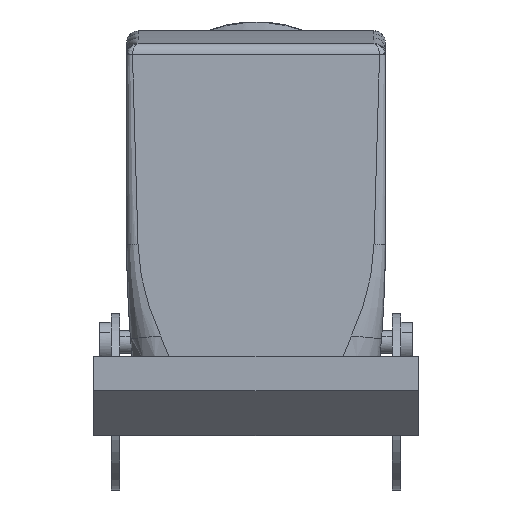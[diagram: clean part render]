
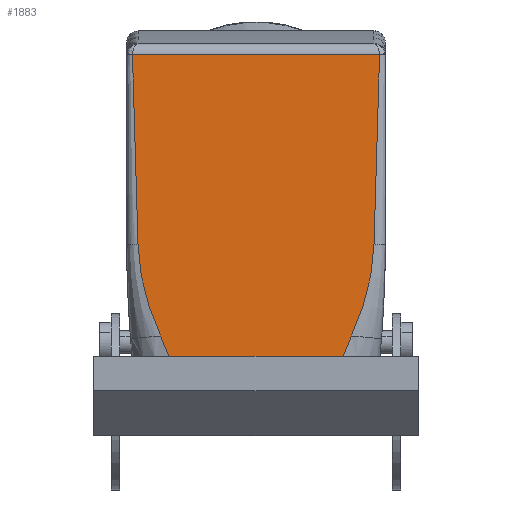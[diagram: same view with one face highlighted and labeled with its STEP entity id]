
A CAD part, front view. The second image highlights one B-rep face of the part: STEP entity #1883.
In plain terms, the highlighted planar face has unit normal (0, -1, 0.013).
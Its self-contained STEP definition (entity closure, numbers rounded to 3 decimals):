
#1768=AXIS2_PLACEMENT_3D('Plane Axis2P3D',#1765,#1766,#1767) ;
#430=CARTESIAN_POINT('Vertex',(14.727,18.,19.8)) ;
#499=CARTESIAN_POINT('Vertex',(42.273,18.,19.8)) ;
#502=CARTESIAN_POINT('Line Origine',(28.5,18.,19.8)) ;
#1067=CARTESIAN_POINT('Control Point',(11.732,18.095,27.086)) ;
#1068=CARTESIAN_POINT('Control Point',(12.038,18.086,26.36)) ;
#1069=CARTESIAN_POINT('Control Point',(12.346,18.076,25.634)) ;
#1070=CARTESIAN_POINT('Control Point',(12.654,18.067,24.906)) ;
#1071=CARTESIAN_POINT('Control Point',(13.263,18.048,23.449)) ;
#1072=CARTESIAN_POINT('Control Point',(13.859,18.029,21.991)) ;
#1073=CARTESIAN_POINT('Control Point',(14.151,18.019,21.262)) ;
#1074=CARTESIAN_POINT('Control Point',(14.44,18.01,20.531)) ;
#1075=CARTESIAN_POINT('Control Point',(14.727,18.,19.8)) ;
#1076=CARTESIAN_POINT('Vertex',(11.732,18.095,27.086)) ;
#1744=CARTESIAN_POINT('Vertex',(45.268,18.095,27.086)) ;
#1748=CARTESIAN_POINT('Control Point',(45.268,18.095,27.086)) ;
#1749=CARTESIAN_POINT('Control Point',(44.962,18.086,26.36)) ;
#1750=CARTESIAN_POINT('Control Point',(44.654,18.076,25.634)) ;
#1751=CARTESIAN_POINT('Control Point',(44.346,18.067,24.906)) ;
#1752=CARTESIAN_POINT('Control Point',(43.737,18.048,23.449)) ;
#1753=CARTESIAN_POINT('Control Point',(43.141,18.029,21.991)) ;
#1754=CARTESIAN_POINT('Control Point',(42.849,18.019,21.262)) ;
#1755=CARTESIAN_POINT('Control Point',(42.56,18.01,20.531)) ;
#1756=CARTESIAN_POINT('Control Point',(42.273,18.,19.8)) ;
#1765=CARTESIAN_POINT('Axis2P3D Location',(28.5,19.046,99.715)) ;
#1771=CARTESIAN_POINT('Control Point',(6.771,18.743,76.527)) ;
#1772=CARTESIAN_POINT('Control Point',(6.779,18.733,75.824)) ;
#1773=CARTESIAN_POINT('Control Point',(6.788,18.724,75.124)) ;
#1774=CARTESIAN_POINT('Control Point',(6.795,18.717,74.57)) ;
#1775=CARTESIAN_POINT('Control Point',(6.815,18.699,73.206)) ;
#1776=CARTESIAN_POINT('Control Point',(6.838,18.681,71.841)) ;
#1777=CARTESIAN_POINT('Control Point',(6.85,18.673,71.173)) ;
#1778=CARTESIAN_POINT('Control Point',(6.961,18.594,65.171)) ;
#1779=CARTESIAN_POINT('Control Point',(7.127,18.515,59.17)) ;
#1780=CARTESIAN_POINT('Control Point',(7.31,18.445,53.827)) ;
#1781=CARTESIAN_POINT('Control Point',(7.48,18.376,48.493)) ;
#1782=CARTESIAN_POINT('Control Point',(7.749,18.306,43.165)) ;
#1783=CARTESIAN_POINT('Vertex',(7.749,18.306,43.165)) ;
#1785=CARTESIAN_POINT('Vertex',(6.771,18.743,76.527)) ;
#1789=CARTESIAN_POINT('Control Point',(7.749,18.306,43.165)) ;
#1790=CARTESIAN_POINT('Control Point',(7.761,18.303,42.926)) ;
#1791=CARTESIAN_POINT('Control Point',(7.773,18.3,42.689)) ;
#1792=CARTESIAN_POINT('Control Point',(7.786,18.297,42.464)) ;
#1793=CARTESIAN_POINT('Control Point',(7.805,18.293,42.146)) ;
#1794=CARTESIAN_POINT('Control Point',(7.827,18.288,41.827)) ;
#1795=CARTESIAN_POINT('Control Point',(7.832,18.287,41.748)) ;
#1796=CARTESIAN_POINT('Control Point',(7.919,18.271,40.51)) ;
#1797=CARTESIAN_POINT('Control Point',(8.041,18.255,39.275)) ;
#1798=CARTESIAN_POINT('Control Point',(8.203,18.24,38.124)) ;
#1799=CARTESIAN_POINT('Control Point',(8.646,18.209,35.759)) ;
#1800=CARTESIAN_POINT('Control Point',(9.295,18.179,33.439)) ;
#1801=CARTESIAN_POINT('Control Point',(9.682,18.163,32.254)) ;
#1802=CARTESIAN_POINT('Control Point',(10.317,18.14,30.506)) ;
#1803=CARTESIAN_POINT('Control Point',(11.013,18.118,28.782)) ;
#1804=CARTESIAN_POINT('Control Point',(11.249,18.11,28.215)) ;
#1805=CARTESIAN_POINT('Control Point',(11.489,18.103,27.65)) ;
#1806=CARTESIAN_POINT('Control Point',(11.732,18.095,27.086)) ;
#1809=CARTESIAN_POINT('Control Point',(49.251,18.306,43.165)) ;
#1810=CARTESIAN_POINT('Control Point',(49.239,18.303,42.926)) ;
#1811=CARTESIAN_POINT('Control Point',(49.227,18.3,42.689)) ;
#1812=CARTESIAN_POINT('Control Point',(49.214,18.297,42.464)) ;
#1813=CARTESIAN_POINT('Control Point',(49.195,18.293,42.146)) ;
#1814=CARTESIAN_POINT('Control Point',(49.173,18.288,41.827)) ;
#1815=CARTESIAN_POINT('Control Point',(49.168,18.287,41.748)) ;
#1816=CARTESIAN_POINT('Control Point',(49.081,18.271,40.51)) ;
#1817=CARTESIAN_POINT('Control Point',(48.959,18.255,39.275)) ;
#1818=CARTESIAN_POINT('Control Point',(48.797,18.24,38.124)) ;
#1819=CARTESIAN_POINT('Control Point',(48.354,18.209,35.759)) ;
#1820=CARTESIAN_POINT('Control Point',(47.705,18.179,33.439)) ;
#1821=CARTESIAN_POINT('Control Point',(47.318,18.163,32.254)) ;
#1822=CARTESIAN_POINT('Control Point',(46.683,18.14,30.506)) ;
#1823=CARTESIAN_POINT('Control Point',(45.987,18.118,28.782)) ;
#1824=CARTESIAN_POINT('Control Point',(45.751,18.11,28.215)) ;
#1825=CARTESIAN_POINT('Control Point',(45.511,18.103,27.65)) ;
#1826=CARTESIAN_POINT('Control Point',(45.268,18.095,27.086)) ;
#1827=CARTESIAN_POINT('Vertex',(49.251,18.306,43.165)) ;
#1831=CARTESIAN_POINT('Control Point',(50.229,18.743,76.527)) ;
#1832=CARTESIAN_POINT('Control Point',(50.221,18.733,75.824)) ;
#1833=CARTESIAN_POINT('Control Point',(50.212,18.724,75.124)) ;
#1834=CARTESIAN_POINT('Control Point',(50.205,18.717,74.57)) ;
#1835=CARTESIAN_POINT('Control Point',(50.185,18.699,73.206)) ;
#1836=CARTESIAN_POINT('Control Point',(50.162,18.681,71.841)) ;
#1837=CARTESIAN_POINT('Control Point',(50.15,18.673,71.173)) ;
#1838=CARTESIAN_POINT('Control Point',(50.039,18.594,65.171)) ;
#1839=CARTESIAN_POINT('Control Point',(49.873,18.515,59.17)) ;
#1840=CARTESIAN_POINT('Control Point',(49.69,18.445,53.827)) ;
#1841=CARTESIAN_POINT('Control Point',(49.52,18.376,48.493)) ;
#1842=CARTESIAN_POINT('Control Point',(49.251,18.306,43.165)) ;
#1843=CARTESIAN_POINT('Vertex',(50.229,18.743,76.527)) ;
#1847=CARTESIAN_POINT('Control Point',(50.225,18.744,76.625)) ;
#1848=CARTESIAN_POINT('Control Point',(50.227,18.744,76.606)) ;
#1849=CARTESIAN_POINT('Control Point',(50.228,18.743,76.586)) ;
#1850=CARTESIAN_POINT('Control Point',(50.229,18.743,76.567)) ;
#1851=CARTESIAN_POINT('Control Point',(50.229,18.743,76.547)) ;
#1852=CARTESIAN_POINT('Control Point',(50.229,18.743,76.527)) ;
#1853=CARTESIAN_POINT('Vertex',(50.225,18.744,76.625)) ;
#1856=CARTESIAN_POINT('Line Origine',(28.5,18.744,76.625)) ;
#1860=CARTESIAN_POINT('Vertex',(6.775,18.744,76.625)) ;
#1864=CARTESIAN_POINT('Control Point',(6.775,18.744,76.625)) ;
#1865=CARTESIAN_POINT('Control Point',(6.773,18.744,76.606)) ;
#1866=CARTESIAN_POINT('Control Point',(6.772,18.743,76.586)) ;
#1867=CARTESIAN_POINT('Control Point',(6.771,18.743,76.567)) ;
#1868=CARTESIAN_POINT('Control Point',(6.771,18.743,76.547)) ;
#1869=CARTESIAN_POINT('Control Point',(6.771,18.743,76.527)) ;
#503=DIRECTION('Vector Direction',(-1.,0.,0.)) ;
#1766=DIRECTION('Axis2P3D Direction',(0.,-1.,0.013)) ;
#1767=DIRECTION('Axis2P3D XDirection',(-1.,0.,0.)) ;
#1857=DIRECTION('Vector Direction',(-1.,0.,0.)) ;
#504=VECTOR('Line Direction',#503,1.) ;
#1858=VECTOR('Line Direction',#1857,1.) ;
#1872=ORIENTED_EDGE('',*,*,#1787,.F.) ;
#1873=ORIENTED_EDGE('',*,*,#1807,.F.) ;
#1874=ORIENTED_EDGE('',*,*,#1078,.F.) ;
#1875=ORIENTED_EDGE('',*,*,#506,.T.) ;
#1876=ORIENTED_EDGE('',*,*,#1757,.T.) ;
#1877=ORIENTED_EDGE('',*,*,#1829,.T.) ;
#1878=ORIENTED_EDGE('',*,*,#1845,.T.) ;
#1879=ORIENTED_EDGE('',*,*,#1855,.T.) ;
#1880=ORIENTED_EDGE('',*,*,#1862,.F.) ;
#1881=ORIENTED_EDGE('',*,*,#1870,.F.) ;
#1883=ADVANCED_FACE('Hood',(#1882),#1769,.T.) ;
#1066=B_SPLINE_CURVE_WITH_KNOTS('',5,(#1067,#1068,#1069,#1070,#1071,#1072,#1073,#1074,#1075),.UNSPECIFIED.,.F.,.U.,(6,3,6),(110.934,114.794,118.655),.UNSPECIFIED.) ;
#1747=B_SPLINE_CURVE_WITH_KNOTS('',5,(#1748,#1749,#1750,#1751,#1752,#1753,#1754,#1755,#1756),.UNSPECIFIED.,.F.,.U.,(6,3,6),(110.934,114.794,118.655),.UNSPECIFIED.) ;
#1770=B_SPLINE_CURVE_WITH_KNOTS('',5,(#1771,#1772,#1773,#1774,#1775,#1776,#1777,#1778,#1779,#1780,#1781,#1782),.UNSPECIFIED.,.F.,.U.,(6,3,3,6),(0.,4.925,9.652,47.392),.UNSPECIFIED.) ;
#1788=B_SPLINE_CURVE_WITH_KNOTS('',5,(#1789,#1790,#1791,#1792,#1793,#1794,#1795,#1796,#1797,#1798,#1799,#1800,#1801,#1802,#1803,#1804,#1805,#1806),.UNSPECIFIED.,.F.,.U.,(6,3,3,3,3,6),(0.,1.7,2.262,10.487,19.27,23.603),.UNSPECIFIED.) ;
#1808=B_SPLINE_CURVE_WITH_KNOTS('',5,(#1809,#1810,#1811,#1812,#1813,#1814,#1815,#1816,#1817,#1818,#1819,#1820,#1821,#1822,#1823,#1824,#1825,#1826),.UNSPECIFIED.,.F.,.U.,(6,3,3,3,3,6),(0.,1.7,2.262,10.487,19.27,23.603),.UNSPECIFIED.) ;
#1830=B_SPLINE_CURVE_WITH_KNOTS('',5,(#1831,#1832,#1833,#1834,#1835,#1836,#1837,#1838,#1839,#1840,#1841,#1842),.UNSPECIFIED.,.F.,.U.,(6,3,3,6),(0.,4.925,9.652,47.392),.UNSPECIFIED.) ;
#1846=B_SPLINE_CURVE_WITH_KNOTS('',5,(#1847,#1848,#1849,#1850,#1851,#1852),.UNSPECIFIED.,.F.,.U.,(6,6),(0.,0.139),.UNSPECIFIED.) ;
#1863=B_SPLINE_CURVE_WITH_KNOTS('',5,(#1864,#1865,#1866,#1867,#1868,#1869),.UNSPECIFIED.,.F.,.U.,(6,6),(0.,0.139),.UNSPECIFIED.) ;
#506=EDGE_CURVE('',#431,#500,#505,.F.) ;
#1078=EDGE_CURVE('',#431,#1077,#1066,.F.) ;
#1757=EDGE_CURVE('',#500,#1745,#1747,.F.) ;
#1787=EDGE_CURVE('',#1784,#1786,#1770,.F.) ;
#1807=EDGE_CURVE('',#1077,#1784,#1788,.F.) ;
#1829=EDGE_CURVE('',#1745,#1828,#1808,.F.) ;
#1845=EDGE_CURVE('',#1828,#1844,#1830,.F.) ;
#1855=EDGE_CURVE('',#1844,#1854,#1846,.F.) ;
#1862=EDGE_CURVE('',#1861,#1854,#1859,.F.) ;
#1870=EDGE_CURVE('',#1786,#1861,#1863,.F.) ;
#1871=EDGE_LOOP('',(#1872,#1873,#1874,#1875,#1876,#1877,#1878,#1879,#1880,#1881)) ;
#1882=FACE_OUTER_BOUND('',#1871,.T.) ;
#505=LINE('Line',#502,#504) ;
#1859=LINE('Line',#1856,#1858) ;
#1769=PLANE('',#1768) ;
#431=VERTEX_POINT('',#430) ;
#500=VERTEX_POINT('',#499) ;
#1077=VERTEX_POINT('',#1076) ;
#1745=VERTEX_POINT('',#1744) ;
#1784=VERTEX_POINT('',#1783) ;
#1786=VERTEX_POINT('',#1785) ;
#1828=VERTEX_POINT('',#1827) ;
#1844=VERTEX_POINT('',#1843) ;
#1854=VERTEX_POINT('',#1853) ;
#1861=VERTEX_POINT('',#1860) ;
